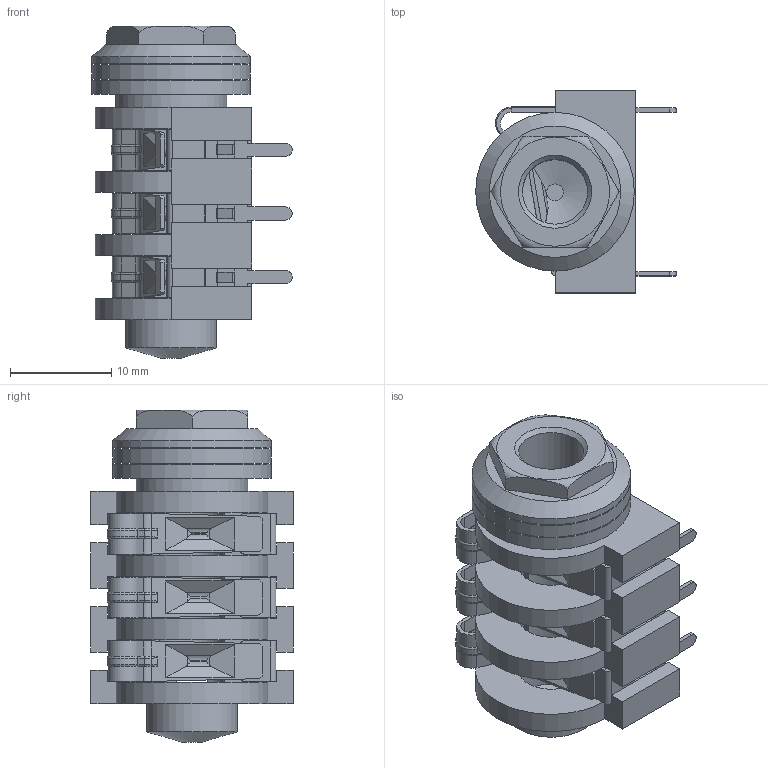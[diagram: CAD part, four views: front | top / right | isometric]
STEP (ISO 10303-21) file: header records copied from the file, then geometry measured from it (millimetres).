
FILE_DESCRIPTION((''),'2;1');
FILE_NAME('ACJS-IH.stp','2016-08-26T12:33:08',('minh'),(''),'Autodesk Inventor 2012','Autodesk Inventor 2012','');
FILE_SCHEMA(('AUTOMOTIVE_DESIGN { 1 0 10303 214 1 1 1 1 }'));
Length unit declared in the file: inch
Products named in the file (1): ACJS-IH_Shrinkwrap_1
Bounding box: 19.85 x 20 x 32.85 mm (x, y, z)
Surface area: 5219.3 mm2 (no closed solid volume)
Topology: 0 solids, 18 shells, 441 faces, 1661 edges, 1206 vertices
Faces by surface type: plane 264, cylinder 142, torus 16, bspline 15, cone 4
Full cylindrical faces by diameter (mm): 6.43 x2, 9 x1, 11 x1, 15.7 x3
Entity records: 18670 total; most frequent: CARTESIAN_POINT 4319, DIRECTION 2785, ORIENTED_EDGE 2605, EDGE_CURVE 1642, VECTOR 1273, LINE 1273, VERTEX_POINT 1203, AXIS2_PLACEMENT_3D 756
